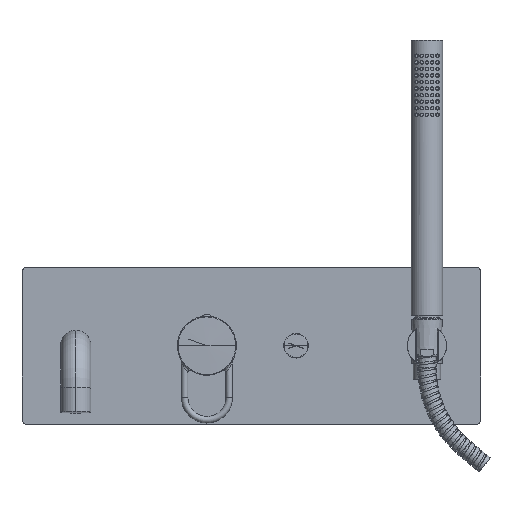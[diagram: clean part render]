
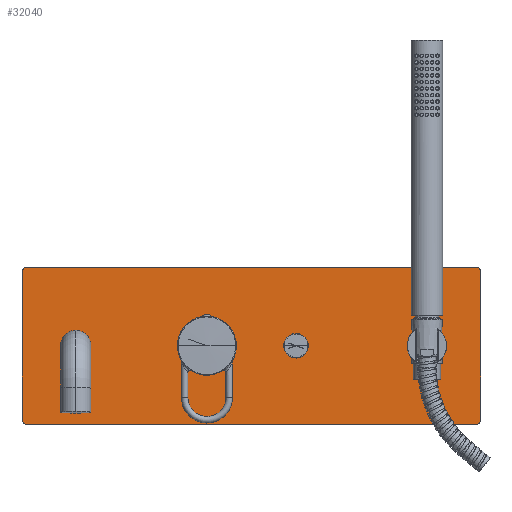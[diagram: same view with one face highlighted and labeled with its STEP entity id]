
A CAD part, top view. The second image highlights one B-rep face of the part: STEP entity #32040.
In plain terms, the highlighted planar face has unit normal (0, 0, 1).
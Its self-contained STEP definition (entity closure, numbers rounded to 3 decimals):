
#19337=CARTESIAN_POINT('',(-137.,-56.,46.));
#19338=DIRECTION('',(0.,0.,1.));
#19339=DIRECTION('',(-1.,0.,0.));
#19340=AXIS2_PLACEMENT_3D('',#19337,#19338,#19339);
#19342=DIRECTION('',(0.,-1.,0.));
#19343=VECTOR('',#19342,112.);
#19344=CARTESIAN_POINT('',(-141.,56.,46.));
#19345=LINE('',#19344,#19343);
#19346=CARTESIAN_POINT('',(-137.,56.,46.));
#19347=DIRECTION('',(0.,0.,1.));
#19348=DIRECTION('',(0.,1.,0.));
#19349=AXIS2_PLACEMENT_3D('',#19346,#19347,#19348);
#19351=DIRECTION('',(-1.,0.,0.));
#19352=VECTOR('',#19351,342.);
#19353=CARTESIAN_POINT('',(205.,60.,46.));
#19354=LINE('',#19353,#19352);
#19355=CARTESIAN_POINT('',(205.,56.,46.));
#19356=DIRECTION('',(0.,0.,1.));
#19357=DIRECTION('',(1.,0.,0.));
#19358=AXIS2_PLACEMENT_3D('',#19355,#19356,#19357);
#19360=DIRECTION('',(0.,1.,0.));
#19361=VECTOR('',#19360,112.);
#19362=CARTESIAN_POINT('',(209.,-56.,46.));
#19363=LINE('',#19362,#19361);
#19364=CARTESIAN_POINT('',(205.,-56.,46.));
#19365=DIRECTION('',(0.,0.,1.));
#19366=DIRECTION('',(0.,-1.,0.));
#19367=AXIS2_PLACEMENT_3D('',#19364,#19365,#19366);
#19369=DIRECTION('',(1.,0.,0.));
#19370=VECTOR('',#19369,342.);
#19371=CARTESIAN_POINT('',(-137.,-60.,46.));
#19372=LINE('',#19371,#19370);
#19373=CARTESIAN_POINT('',(167.8,0.,46.));
#19374=DIRECTION('',(0.,0.,-1.));
#19375=DIRECTION('',(1.,0.,0.));
#19376=AXIS2_PLACEMENT_3D('',#19373,#19374,#19375);
#19378=CARTESIAN_POINT('',(167.8,0.,46.));
#19379=DIRECTION('',(0.,0.,-1.));
#19380=DIRECTION('',(-1.,0.,0.));
#19381=AXIS2_PLACEMENT_3D('',#19378,#19379,#19380);
#19383=CARTESIAN_POINT('',(-100.,0.,46.));
#19384=DIRECTION('',(0.,0.,1.));
#19385=DIRECTION('',(0.,-1.,0.));
#19386=AXIS2_PLACEMENT_3D('',#19383,#19384,#19385);
#19388=CARTESIAN_POINT('',(-100.,0.,46.));
#19389=DIRECTION('',(0.,0.,1.));
#19390=DIRECTION('',(0.,1.,0.));
#19391=AXIS2_PLACEMENT_3D('',#19388,#19389,#19390);
#19461=CARTESIAN_POINT('',(68.,0.,46.));
#19462=DIRECTION('',(0.,0.,-1.));
#19463=DIRECTION('',(-1.,0.,0.));
#19464=AXIS2_PLACEMENT_3D('',#19461,#19462,#19463);
#19466=CARTESIAN_POINT('',(68.,0.,46.));
#19467=DIRECTION('',(0.,0.,-1.));
#19468=DIRECTION('',(1.,0.,0.));
#19469=AXIS2_PLACEMENT_3D('',#19466,#19467,#19468);
#19593=CARTESIAN_POINT('',(0.,0.,46.));
#19594=DIRECTION('',(0.,0.,-1.));
#19595=DIRECTION('',(-1.,0.,0.));
#19596=AXIS2_PLACEMENT_3D('',#19593,#19594,#19595);
#19603=CARTESIAN_POINT('',(0.,0.,46.));
#19604=DIRECTION('',(0.,0.,-1.));
#19605=DIRECTION('',(1.,0.,0.));
#19606=AXIS2_PLACEMENT_3D('',#19603,#19604,#19605);
#21026=CARTESIAN_POINT('',(-141.,-56.,46.));
#21027=VERTEX_POINT('',#21026);
#21028=CARTESIAN_POINT('',(-137.,-60.,46.));
#21029=VERTEX_POINT('',#21028);
#21034=CARTESIAN_POINT('',(-137.,60.,46.));
#21035=VERTEX_POINT('',#21034);
#21036=CARTESIAN_POINT('',(-141.,56.,46.));
#21037=VERTEX_POINT('',#21036);
#21042=CARTESIAN_POINT('',(209.,56.,46.));
#21043=VERTEX_POINT('',#21042);
#21044=CARTESIAN_POINT('',(205.,60.,46.));
#21045=VERTEX_POINT('',#21044);
#21050=CARTESIAN_POINT('',(205.,-60.,46.));
#21051=VERTEX_POINT('',#21050);
#21052=CARTESIAN_POINT('',(209.,-56.,46.));
#21053=VERTEX_POINT('',#21052);
#21070=CARTESIAN_POINT('',(182.8,0.,46.));
#21071=CARTESIAN_POINT('',(152.8,0.,46.));
#21072=VERTEX_POINT('',#21070);
#21073=VERTEX_POINT('',#21071);
#21490=CARTESIAN_POINT('',(-100.,-11.5,46.));
#21491=CARTESIAN_POINT('',(-100.,11.5,46.));
#21492=VERTEX_POINT('',#21490);
#21493=VERTEX_POINT('',#21491);
#21510=CARTESIAN_POINT('',(-22.4,0.,46.));
#21511=CARTESIAN_POINT('',(22.4,0.,46.));
#21512=VERTEX_POINT('',#21510);
#21513=VERTEX_POINT('',#21511);
#21514=CARTESIAN_POINT('',(58.65,0.,46.));
#21515=CARTESIAN_POINT('',(77.35,0.,46.));
#21516=VERTEX_POINT('',#21514);
#21517=VERTEX_POINT('',#21515);
#31995=CARTESIAN_POINT('',(34.,0.,46.));
#31996=DIRECTION('',(0.,0.,1.));
#31997=DIRECTION('',(0.,1.,0.));
#31998=AXIS2_PLACEMENT_3D('',#31995,#31996,#31997);
#31999=PLANE('',#31998);
#32001=ORIENTED_EDGE('',*,*,#32000,.F.);
#32003=ORIENTED_EDGE('',*,*,#32002,.F.);
#32005=ORIENTED_EDGE('',*,*,#32004,.F.);
#32007=ORIENTED_EDGE('',*,*,#32006,.F.);
#32009=ORIENTED_EDGE('',*,*,#32008,.F.);
#32011=ORIENTED_EDGE('',*,*,#32010,.F.);
#32013=ORIENTED_EDGE('',*,*,#32012,.F.);
#32015=ORIENTED_EDGE('',*,*,#32014,.F.);
#32016=EDGE_LOOP('',(#32001,#32003,#32005,#32007,#32009,#32011,#32013,#32015));
#32017=FACE_OUTER_BOUND('',#32016,.F.);
#32019=ORIENTED_EDGE('',*,*,#32018,.F.);
#32021=ORIENTED_EDGE('',*,*,#32020,.F.);
#32022=EDGE_LOOP('',(#32019,#32021));
#32023=FACE_BOUND('',#32022,.F.);
#32025=ORIENTED_EDGE('',*,*,#32024,.F.);
#32027=ORIENTED_EDGE('',*,*,#32026,.F.);
#32028=EDGE_LOOP('',(#32025,#32027));
#32029=FACE_BOUND('',#32028,.F.);
#32030=ORIENTED_EDGE('',*,*,#31888,.F.);
#32031=ORIENTED_EDGE('',*,*,#31778,.F.);
#32032=EDGE_LOOP('',(#32030,#32031));
#32033=FACE_BOUND('',#32032,.F.);
#32035=ORIENTED_EDGE('',*,*,#32034,.T.);
#32037=ORIENTED_EDGE('',*,*,#32036,.T.);
#32038=EDGE_LOOP('',(#32035,#32037));
#32039=FACE_BOUND('',#32038,.F.);
#32040=ADVANCED_FACE('',(#32017,#32023,#32029,#32033,#32039),#31999,.T.);
#19341=CIRCLE('',#19340,4.);
#19350=CIRCLE('',#19349,4.);
#19359=CIRCLE('',#19358,4.);
#19368=CIRCLE('',#19367,4.);
#19377=CIRCLE('',#19376,15.);
#19382=CIRCLE('',#19381,15.);
#19387=CIRCLE('',#19386,11.5);
#19392=CIRCLE('',#19391,11.5);
#19465=CIRCLE('',#19464,9.35);
#19470=CIRCLE('',#19469,9.35);
#19597=CIRCLE('',#19596,22.4);
#19607=CIRCLE('',#19606,22.4);
#31778=EDGE_CURVE('',#21073,#21072,#19382,.T.);
#31888=EDGE_CURVE('',#21072,#21073,#19377,.T.);
#32000=EDGE_CURVE('',#21027,#21029,#19341,.T.);
#32002=EDGE_CURVE('',#21037,#21027,#19345,.T.);
#32004=EDGE_CURVE('',#21035,#21037,#19350,.T.);
#32006=EDGE_CURVE('',#21045,#21035,#19354,.T.);
#32008=EDGE_CURVE('',#21043,#21045,#19359,.T.);
#32010=EDGE_CURVE('',#21053,#21043,#19363,.T.);
#32012=EDGE_CURVE('',#21051,#21053,#19368,.T.);
#32014=EDGE_CURVE('',#21029,#21051,#19372,.T.);
#32018=EDGE_CURVE('',#21516,#21517,#19465,.T.);
#32020=EDGE_CURVE('',#21517,#21516,#19470,.T.);
#32024=EDGE_CURVE('',#21512,#21513,#19597,.T.);
#32026=EDGE_CURVE('',#21513,#21512,#19607,.T.);
#32034=EDGE_CURVE('',#21492,#21493,#19387,.T.);
#32036=EDGE_CURVE('',#21493,#21492,#19392,.T.);
